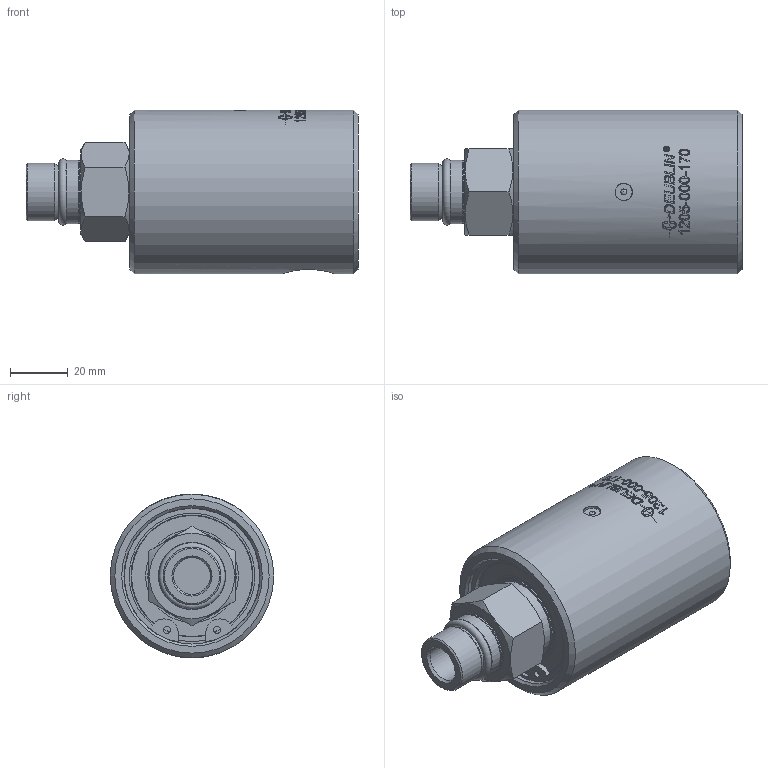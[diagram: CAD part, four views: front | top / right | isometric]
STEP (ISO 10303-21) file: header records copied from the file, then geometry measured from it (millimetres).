
FILE_DESCRIPTION(/* description */ (''),/* implementation_level */ '2;1');
FILE_NAME(/* name */ '1205-000-170-IC.stp',/* time_stamp */ '2020-05-17T10:50:50-05:00',/* author */ ('Moorera'),/* organization */ (''),/* preprocessor_version */ 'ST-DEVELOPER v18.1',/* originating_system */ 'Autodesk Inventor 2020',/* authorisation */ '');
FILE_SCHEMA (('AUTOMOTIVE_DESIGN { 1 0 10303 214 3 1 1 }'));
Products named in the file (1): 1205-000-170-IC
Bounding box: 114.88 x 56.6 x 56.6 mm (x, y, z)
Volume: 203763.8 mm3; surface area: 26792.5 mm2
Topology: 2 solids, 7 shells, 434 faces, 1154 edges, 774 vertices
Faces by surface type: bspline 227, plane 117, cylinder 62, cone 17, torus 10, sphere 1
Full cylindrical faces by diameter (mm): 2.48 x2, 3.12 x2, 5.75 x1, 6 x1, 12.7 x1, 17.475 x1, 17.6 x1, 20 x1, 21.8 x1, 22 x1, 24.4 x1, 27.8 x1, 32.1 x1, 41.9 x1, 42.2 x1, 47.06 x1, 56.6 x1
Entity records: 60406 total; most frequent: CARTESIAN_POINT 50344, ORIENTED_EDGE 2302, DIRECTION 1641, EDGE_CURVE 1151, VERTEX_POINT 774, AXIS2_PLACEMENT_3D 611, EDGE_LOOP 487, FACE_OUTER_BOUND 434
